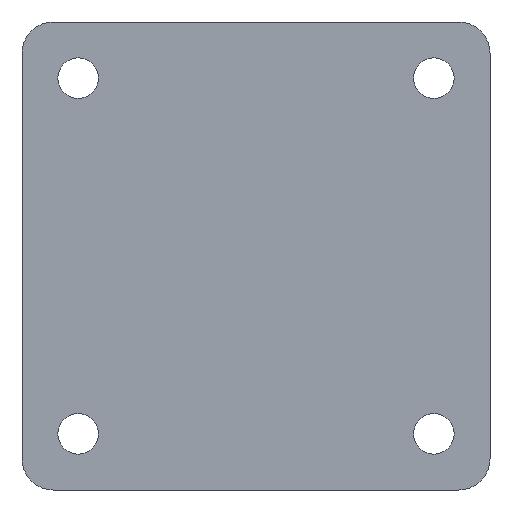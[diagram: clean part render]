
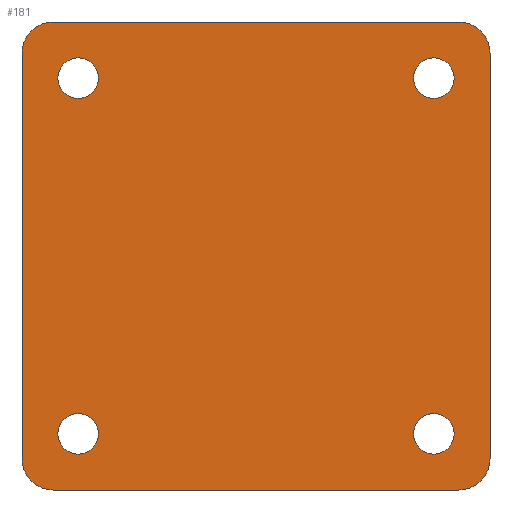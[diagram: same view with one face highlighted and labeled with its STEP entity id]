
A CAD part, front view. The second image highlights one B-rep face of the part: STEP entity #181.
In plain terms, the highlighted planar face has unit normal (0, -1, 0).
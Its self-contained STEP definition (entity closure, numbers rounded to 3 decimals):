
#181 = ADVANCED_FACE( '', ( #395, #396, #397, #398, #399 ), #400, .F. );
#395 = FACE_BOUND( '', #632, .T. );
#396 = FACE_BOUND( '', #633, .T. );
#397 = FACE_BOUND( '', #634, .T. );
#398 = FACE_BOUND( '', #635, .T. );
#399 = FACE_OUTER_BOUND( '', #636, .T. );
#400 = PLANE( '', #637 );
#632 = EDGE_LOOP( '', ( #1127 ) );
#633 = EDGE_LOOP( '', ( #1128 ) );
#634 = EDGE_LOOP( '', ( #1129 ) );
#635 = EDGE_LOOP( '', ( #1130 ) );
#636 = EDGE_LOOP( '', ( #1131, #1132, #1133, #1134, #1135, #1136, #1137, #1138 ) );
#637 = AXIS2_PLACEMENT_3D( '', #1139, #1140, #1141 );
#1127 = ORIENTED_EDGE( '', *, *, #1543, .T. );
#1128 = ORIENTED_EDGE( '', *, *, #1499, .T. );
#1129 = ORIENTED_EDGE( '', *, *, #1435, .T. );
#1130 = ORIENTED_EDGE( '', *, *, #1420, .T. );
#1131 = ORIENTED_EDGE( '', *, *, #1422, .F. );
#1132 = ORIENTED_EDGE( '', *, *, #1486, .F. );
#1133 = ORIENTED_EDGE( '', *, *, #1490, .F. );
#1134 = ORIENTED_EDGE( '', *, *, #1544, .F. );
#1135 = ORIENTED_EDGE( '', *, *, #1545, .F. );
#1136 = ORIENTED_EDGE( '', *, *, #1481, .F. );
#1137 = ORIENTED_EDGE( '', *, *, #1521, .F. );
#1138 = ORIENTED_EDGE( '', *, *, #1546, .F. );
#1139 = CARTESIAN_POINT( '', ( -32.5, 0., -32.5 ) );
#1140 = DIRECTION( '', ( 0., 1., 0. ) );
#1141 = DIRECTION( '', ( 0., 0., 1. ) );
#1420 = EDGE_CURVE( '', #1725, #1725, #1726, .T. );
#1422 = EDGE_CURVE( '', #1728, #1729, #1730, .T. );
#1435 = EDGE_CURVE( '', #1748, #1748, #1749, .T. );
#1481 = EDGE_CURVE( '', #1815, #1816, #1817, .T. );
#1486 = EDGE_CURVE( '', #1824, #1728, #1825, .T. );
#1490 = EDGE_CURVE( '', #1830, #1824, #1831, .T. );
#1499 = EDGE_CURVE( '', #1844, #1844, #1845, .T. );
#1521 = EDGE_CURVE( '', #1877, #1815, #1878, .T. );
#1543 = EDGE_CURVE( '', #1902, #1902, #1903, .T. );
#1544 = EDGE_CURVE( '', #1904, #1830, #1905, .T. );
#1545 = EDGE_CURVE( '', #1816, #1904, #1906, .T. );
#1546 = EDGE_CURVE( '', #1729, #1877, #1907, .T. );
#1725 = VERTEX_POINT( '', #2144 );
#1726 = CIRCLE( '', #2145, 3.25 );
#1728 = VERTEX_POINT( '', #2147 );
#1729 = VERTEX_POINT( '', #2148 );
#1730 = CIRCLE( '', #2149, 5. );
#1748 = VERTEX_POINT( '', #2173 );
#1749 = CIRCLE( '', #2174, 3.25 );
#1815 = VERTEX_POINT( '', #2268 );
#1816 = VERTEX_POINT( '', #2269 );
#1817 = LINE( '', #2270, #2271 );
#1824 = VERTEX_POINT( '', #2281 );
#1825 = LINE( '', #2282, #2283 );
#1830 = VERTEX_POINT( '', #2290 );
#1831 = CIRCLE( '', #2291, 5. );
#1844 = VERTEX_POINT( '', #2308 );
#1845 = CIRCLE( '', #2309, 3.25 );
#1877 = VERTEX_POINT( '', #2355 );
#1878 = CIRCLE( '', #2356, 5. );
#1902 = VERTEX_POINT( '', #2393 );
#1903 = CIRCLE( '', #2394, 3.25 );
#1904 = VERTEX_POINT( '', #2395 );
#1905 = LINE( '', #2396, #2397 );
#1906 = CIRCLE( '', #2398, 5. );
#1907 = LINE( '', #2399, #2400 );
#2144 = CARTESIAN_POINT( '', ( -25.25, 0., -28.5 ) );
#2145 = AXIS2_PLACEMENT_3D( '', #2534, #2535, #2536 );
#2147 = CARTESIAN_POINT( '', ( -32.5, 0., -37.5 ) );
#2148 = CARTESIAN_POINT( '', ( -37.5, 0., -32.5 ) );
#2149 = AXIS2_PLACEMENT_3D( '', #2537, #2538, #2539 );
#2173 = CARTESIAN_POINT( '', ( -25.25, 0., 28.5 ) );
#2174 = AXIS2_PLACEMENT_3D( '', #2555, #2556, #2557 );
#2268 = CARTESIAN_POINT( '', ( -32.5, 0., 37.5 ) );
#2269 = CARTESIAN_POINT( '', ( 32.5, 0., 37.5 ) );
#2270 = CARTESIAN_POINT( '', ( -32.5, 0., 37.5 ) );
#2271 = VECTOR( '', #2604, 1000. );
#2281 = CARTESIAN_POINT( '', ( 32.5, 0., -37.5 ) );
#2282 = CARTESIAN_POINT( '', ( 32.5, 0., -37.5 ) );
#2283 = VECTOR( '', #2608, 1000. );
#2290 = CARTESIAN_POINT( '', ( 37.5, 0., -32.5 ) );
#2291 = AXIS2_PLACEMENT_3D( '', #2611, #2612, #2613 );
#2308 = CARTESIAN_POINT( '', ( 31.75, 0., -28.5 ) );
#2309 = AXIS2_PLACEMENT_3D( '', #2624, #2625, #2626 );
#2355 = CARTESIAN_POINT( '', ( -37.5, 0., 32.5 ) );
#2356 = AXIS2_PLACEMENT_3D( '', #2653, #2654, #2655 );
#2393 = CARTESIAN_POINT( '', ( 31.75, 0., 28.5 ) );
#2394 = AXIS2_PLACEMENT_3D( '', #2669, #2670, #2671 );
#2395 = CARTESIAN_POINT( '', ( 37.5, 0., 32.5 ) );
#2396 = CARTESIAN_POINT( '', ( 37.5, 0., 32.5 ) );
#2397 = VECTOR( '', #2672, 1000. );
#2398 = AXIS2_PLACEMENT_3D( '', #2673, #2674, #2675 );
#2399 = CARTESIAN_POINT( '', ( -37.5, 0., -32.5 ) );
#2400 = VECTOR( '', #2676, 1000. );
#2534 = CARTESIAN_POINT( '', ( -28.5, 0., -28.5 ) );
#2535 = DIRECTION( '', ( 0., 1., 0. ) );
#2536 = DIRECTION( '', ( 1., 0., 0. ) );
#2537 = CARTESIAN_POINT( '', ( -32.5, 0., -32.5 ) );
#2538 = DIRECTION( '', ( 0., 1., 0. ) );
#2539 = DIRECTION( '', ( 1., 0., 0. ) );
#2555 = CARTESIAN_POINT( '', ( -28.5, 0., 28.5 ) );
#2556 = DIRECTION( '', ( 0., 1., 0. ) );
#2557 = DIRECTION( '', ( 1., 0., 0. ) );
#2604 = DIRECTION( '', ( 1., 0., 0. ) );
#2608 = DIRECTION( '', ( -1., 0., 0. ) );
#2611 = CARTESIAN_POINT( '', ( 32.5, 0., -32.5 ) );
#2612 = DIRECTION( '', ( 0., 1., 0. ) );
#2613 = DIRECTION( '', ( 1., 0., 0. ) );
#2624 = CARTESIAN_POINT( '', ( 28.5, 0., -28.5 ) );
#2625 = DIRECTION( '', ( 0., 1., 0. ) );
#2626 = DIRECTION( '', ( 1., 0., 0. ) );
#2653 = CARTESIAN_POINT( '', ( -32.5, 0., 32.5 ) );
#2654 = DIRECTION( '', ( 0., 1., 0. ) );
#2655 = DIRECTION( '', ( 1., 0., 0. ) );
#2669 = CARTESIAN_POINT( '', ( 28.5, 0., 28.5 ) );
#2670 = DIRECTION( '', ( 0., 1., 0. ) );
#2671 = DIRECTION( '', ( 1., 0., 0. ) );
#2672 = DIRECTION( '', ( 0., 0., -1. ) );
#2673 = CARTESIAN_POINT( '', ( 32.5, 0., 32.5 ) );
#2674 = DIRECTION( '', ( 0., 1., 0. ) );
#2675 = DIRECTION( '', ( 1., 0., 0. ) );
#2676 = DIRECTION( '', ( 0., 0., 1. ) );
